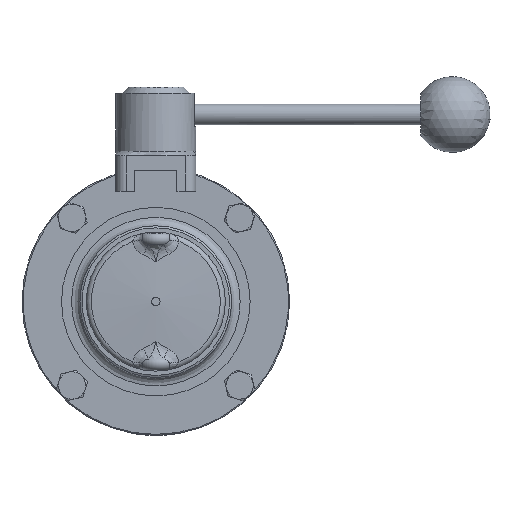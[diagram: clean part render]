
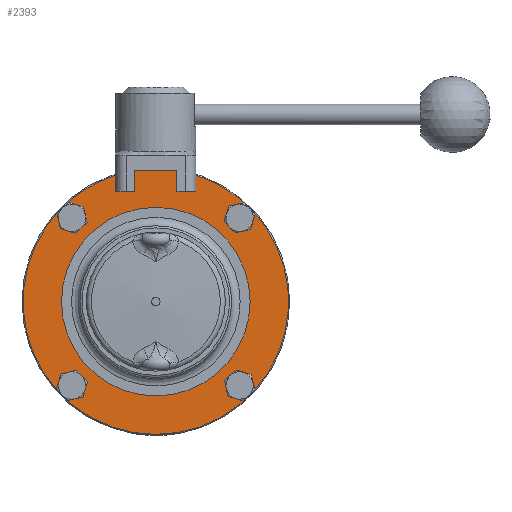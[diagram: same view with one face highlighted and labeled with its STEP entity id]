
A CAD part, left-side view. The second image highlights one B-rep face of the part: STEP entity #2393.
In plain terms, the highlighted planar face has unit normal (-1, 0, 0).
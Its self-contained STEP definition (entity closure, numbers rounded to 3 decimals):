
#545=CARTESIAN_POINT('',(-10.,-19.0,60.067));
#546=VERTEX_POINT('',#545);
#547=CARTESIAN_POINT('',(-10.,-10.,62.201));
#548=VERTEX_POINT('',#547);
#1173=CARTESIAN_POINT('',(-10.,-10.,52.3));
#1174=VERTEX_POINT('',#1173);
#1175=CARTESIAN_POINT('',(-10.,-10.,52.3));
#1176=DIRECTION('',(0.0,0.0,1.0));
#1177=VECTOR('',#1176,9.901);
#1178=LINE('',#1175,#1177);
#1179=EDGE_CURVE('',#1174,#548,#1178,.T.);
#1206=CARTESIAN_POINT('',(-10.,10.,62.201));
#1207=VERTEX_POINT('',#1206);
#1224=CARTESIAN_POINT('',(-10.0,10.0,52.3));
#1225=VERTEX_POINT('',#1224);
#1232=CARTESIAN_POINT('',(-10.,10.,62.201));
#1233=DIRECTION('',(0.0,0.0,-1.0));
#1234=VECTOR('',#1233,9.901);
#1235=LINE('',#1232,#1234);
#1236=EDGE_CURVE('',#1207,#1225,#1235,.T.);
#1409=CARTESIAN_POINT('',(-10.,19.0,60.067));
#1410=VERTEX_POINT('',#1409);
#1453=CARTESIAN_POINT('',(-10.,19.0,52.3));
#1454=VERTEX_POINT('',#1453);
#1461=CARTESIAN_POINT('',(-10.0,10.0,52.3));
#1462=DIRECTION('',(0.0,1.0,0.0));
#1463=VECTOR('',#1462,9.0);
#1464=LINE('',#1461,#1463);
#1465=EDGE_CURVE('',#1225,#1454,#1464,.T.);
#1510=CARTESIAN_POINT('',(-10.,19.0,52.3));
#1511=DIRECTION('',(0.0,0.0,1.0));
#1512=VECTOR('',#1511,7.767);
#1513=LINE('',#1510,#1512);
#1514=EDGE_CURVE('',#1454,#1410,#1513,.T.);
#1557=CARTESIAN_POINT('',(-10.,-19.0,52.3));
#1558=VERTEX_POINT('',#1557);
#1559=CARTESIAN_POINT('',(-10.,-19.0,52.3));
#1560=DIRECTION('',(0.0,1.0,0.0));
#1561=VECTOR('',#1560,9.);
#1562=LINE('',#1559,#1561);
#1563=EDGE_CURVE('',#1558,#1174,#1562,.T.);
#2100=CARTESIAN_POINT('',(-10.,-19.0,60.067));
#2101=DIRECTION('',(0.0,0.0,-1.0));
#2102=VECTOR('',#2101,7.767);
#2103=LINE('',#2100,#2102);
#2104=EDGE_CURVE('',#546,#1558,#2103,.T.);
#2311=CARTESIAN_POINT('',(-10.,0.0,-53.875));
#2312=DIRECTION('',(-1.0,0.0,0.0));
#2313=DIRECTION('',(0.0,0.0,1.0));
#2314=AXIS2_PLACEMENT_3D('',#2311,#2312,#2313);
#2315=PLANE('',#2314);
#2316=ORIENTED_EDGE('',*,*,#2104,.T.);
#2317=ORIENTED_EDGE('',*,*,#1563,.T.);
#2318=ORIENTED_EDGE('',*,*,#1179,.T.);
#2319=CARTESIAN_POINT('',(-10.,0.0,0.));
#2320=DIRECTION('',(-1.0,0.0,0.0));
#2321=DIRECTION('',(0.0,0.0,-1.0));
#2322=AXIS2_PLACEMENT_3D('',#2319,#2320,#2321);
#2323=CIRCLE('',#2322,63.);
#2324=EDGE_CURVE('',#548,#1207,#2323,.T.);
#2325=ORIENTED_EDGE('',*,*,#2324,.T.);
#2326=ORIENTED_EDGE('',*,*,#1236,.T.);
#2327=ORIENTED_EDGE('',*,*,#1465,.T.);
#2328=ORIENTED_EDGE('',*,*,#1514,.T.);
#2329=CARTESIAN_POINT('',(-10.,0.0,0.));
#2330=DIRECTION('',(-1.0,0.0,0.0));
#2331=DIRECTION('',(0.0,0.0,-1.0));
#2332=AXIS2_PLACEMENT_3D('',#2329,#2330,#2331);
#2333=CIRCLE('',#2332,63.);
#2334=EDGE_CURVE('',#1410,#546,#2333,.T.);
#2335=ORIENTED_EDGE('',*,*,#2334,.T.);
#2336=EDGE_LOOP('',(#2316,#2317,#2318,#2325,#2326,#2327,#2328,#2335));
#2337=FACE_OUTER_BOUND('',#2336,.T.);
#2338=CARTESIAN_POINT('',(-10.,0.0,-44.75));
#2339=VERTEX_POINT('',#2338);
#2340=CARTESIAN_POINT('',(-10.,0.0,0.));
#2341=DIRECTION('',(-1.0,0.0,0.0));
#2342=DIRECTION('',(0.0,0.0,-1.0));
#2343=AXIS2_PLACEMENT_3D('',#2340,#2341,#2342);
#2344=CIRCLE('',#2343,44.75);
#2345=EDGE_CURVE('',#2339,#2339,#2344,.T.);
#2346=ORIENTED_EDGE('',*,*,#2345,.F.);
#2347=EDGE_LOOP('',(#2346));
#2348=FACE_BOUND('',#2347,.T.);
#2349=CARTESIAN_POINT('',(-10.,-41.448,45.224));
#2350=VERTEX_POINT('',#2349);
#2351=CARTESIAN_POINT('',(-10.,-39.775,39.775));
#2352=DIRECTION('',(1.0,0.0,0.0));
#2353=DIRECTION('',(0.0,-0.294,0.956));
#2354=AXIS2_PLACEMENT_3D('',#2351,#2352,#2353);
#2355=CIRCLE('',#2354,5.7);
#2356=EDGE_CURVE('',#2350,#2350,#2355,.T.);
#2357=ORIENTED_EDGE('',*,*,#2356,.T.);
#2358=EDGE_LOOP('',(#2357));
#2359=FACE_BOUND('',#2358,.T.);
#2360=CARTESIAN_POINT('',(-10.,-45.224,-41.448));
#2361=VERTEX_POINT('',#2360);
#2362=CARTESIAN_POINT('',(-10.,-39.775,-39.775));
#2363=DIRECTION('',(1.0,0.0,0.0));
#2364=DIRECTION('',(0.0,-0.956,-0.294));
#2365=AXIS2_PLACEMENT_3D('',#2362,#2363,#2364);
#2366=CIRCLE('',#2365,5.7);
#2367=EDGE_CURVE('',#2361,#2361,#2366,.T.);
#2368=ORIENTED_EDGE('',*,*,#2367,.T.);
#2369=EDGE_LOOP('',(#2368));
#2370=FACE_BOUND('',#2369,.T.);
#2371=CARTESIAN_POINT('',(-10.,41.448,-45.224));
#2372=VERTEX_POINT('',#2371);
#2373=CARTESIAN_POINT('',(-10.,39.775,-39.775));
#2374=DIRECTION('',(1.0,0.0,0.0));
#2375=DIRECTION('',(0.0,0.294,-0.956));
#2376=AXIS2_PLACEMENT_3D('',#2373,#2374,#2375);
#2377=CIRCLE('',#2376,5.7);
#2378=EDGE_CURVE('',#2372,#2372,#2377,.T.);
#2379=ORIENTED_EDGE('',*,*,#2378,.T.);
#2380=EDGE_LOOP('',(#2379));
#2381=FACE_BOUND('',#2380,.T.);
#2382=CARTESIAN_POINT('',(-10.,45.224,41.448));
#2383=VERTEX_POINT('',#2382);
#2384=CARTESIAN_POINT('',(-10.,39.775,39.775));
#2385=DIRECTION('',(1.0,0.0,0.0));
#2386=DIRECTION('',(0.0,0.956,0.294));
#2387=AXIS2_PLACEMENT_3D('',#2384,#2385,#2386);
#2388=CIRCLE('',#2387,5.7);
#2389=EDGE_CURVE('',#2383,#2383,#2388,.T.);
#2390=ORIENTED_EDGE('',*,*,#2389,.T.);
#2391=EDGE_LOOP('',(#2390));
#2392=FACE_BOUND('',#2391,.T.);
#2393=ADVANCED_FACE('',(#2337,#2348,#2359,#2370,#2381,#2392),#2315,.T.);
